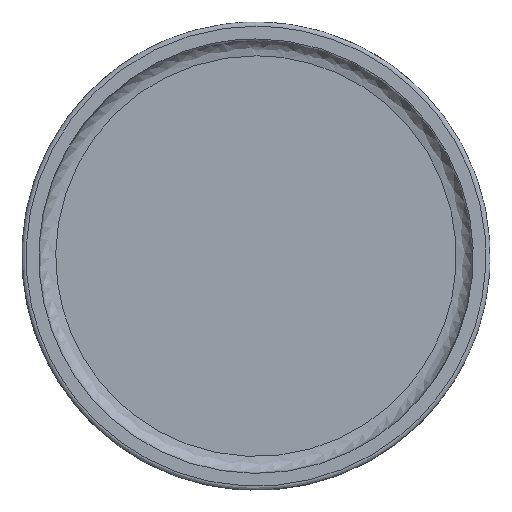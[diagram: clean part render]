
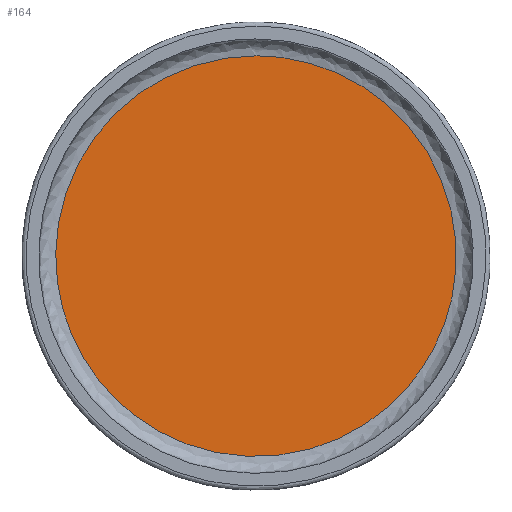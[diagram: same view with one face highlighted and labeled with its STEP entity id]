
A CAD part, front view. The second image highlights one B-rep face of the part: STEP entity #164.
In plain terms, the highlighted free-form (B-spline) face has degree [1, 1] with [2, 2] control points.
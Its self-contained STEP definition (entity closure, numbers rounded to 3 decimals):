
#164 = ADVANCED_FACE('',(#165),#179,.F.);
#165 = FACE_BOUND('',#166,.T.);
#166 = EDGE_LOOP('',(#167));
#167 = ORIENTED_EDGE('',*,*,#168,.T.);
#168 = EDGE_CURVE('',#169,#169,#171,.T.);
#169 = VERTEX_POINT('',#170);
#170 = CARTESIAN_POINT('',(0.,3.208,7.225));
#171 = ( BOUNDED_CURVE() B_SPLINE_CURVE(2,(#172,#173,#174,#175,#176,#177
,#178),.UNSPECIFIED.,.T.,.F.) B_SPLINE_CURVE_WITH_KNOTS((1,2,2,2,2,1),(
    -2.094,0.,2.094,4.189,6.283,
8.378),.UNSPECIFIED.) CURVE() GEOMETRIC_REPRESENTATION_ITEM() 
RATIONAL_B_SPLINE_CURVE((1.,0.5,1.,0.5,1.,0.5,1.)) REPRESENTATION_ITEM(
  '') );
#172 = CARTESIAN_POINT('',(0.,3.208,7.225));
#173 = CARTESIAN_POINT('',(-12.514,3.208,7.225
    ));
#174 = CARTESIAN_POINT('',(-6.257,3.208,
    -3.612));
#175 = CARTESIAN_POINT('',(0.,3.208,
    -14.449));
#176 = CARTESIAN_POINT('',(6.257,3.208,-3.612
    ));
#177 = CARTESIAN_POINT('',(12.514,3.208,7.225
    ));
#178 = CARTESIAN_POINT('',(0.,3.208,7.225));
#179 = B_SPLINE_SURFACE_WITH_KNOTS('',1,1,(
    (#180,#181)
    ,(#182,#183
  )),.UNSPECIFIED.,.F.,.F.,.F.,(2,2),(2,2),(-6.007,6.007),(-6.007,
    6.007),.PIECEWISE_BEZIER_KNOTS.);
#180 = CARTESIAN_POINT('',(-7.225,3.208,
    -7.225));
#181 = CARTESIAN_POINT('',(7.225,3.208,-7.225
    ));
#182 = CARTESIAN_POINT('',(-7.225,3.208,7.225
    ));
#183 = CARTESIAN_POINT('',(7.225,3.208,7.225)
  );
